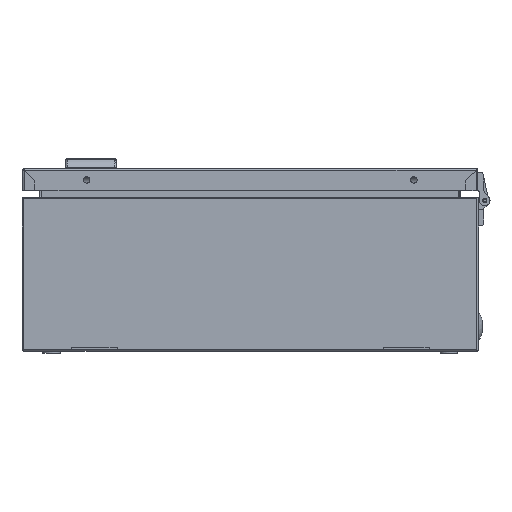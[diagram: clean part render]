
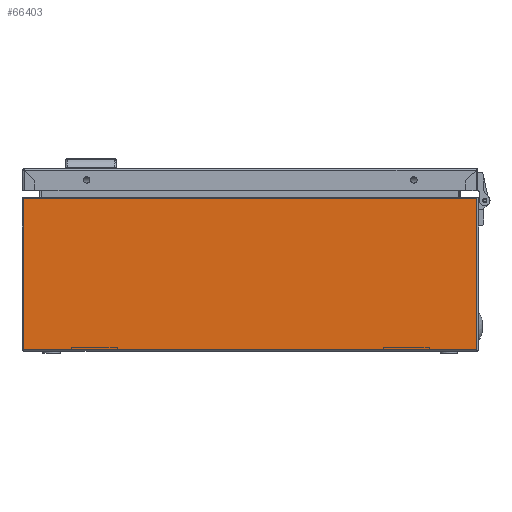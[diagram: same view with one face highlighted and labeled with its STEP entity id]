
A CAD part, left-side view. The second image highlights one B-rep face of the part: STEP entity #66403.
In plain terms, the highlighted planar face has unit normal (-1, 0, 0).
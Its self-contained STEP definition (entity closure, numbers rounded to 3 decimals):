
#2482 = EDGE_LOOP ( 'NONE', ( #44673, #44675, #44677, #44679, #44681, #44683, #44685, #44687 ) ) ;
#2913 = EDGE_CURVE ( 'NONE', #124304, #124306, #91822, .T. ) ;
#2922 = EDGE_CURVE ( 'NONE', #124309, #124307, #91865, .T. ) ;
#2999 = EDGE_CURVE ( 'NONE', #124329, #124342, #69872, .T. ) ;
#3001 = EDGE_CURVE ( 'NONE', #124309, #124341, #69883, .T. ) ;
#3002 = EDGE_CURVE ( 'NONE', #124306, #124344, #69886, .T. ) ;
#3004 = EDGE_CURVE ( 'NONE', #124307, #124304, #69892, .T. ) ;
#3005 = EDGE_CURVE ( 'NONE', #124341, #124329, #69879, .T. ) ;
#3006 = EDGE_CURVE ( 'NONE', #124344, #124342, #69898, .T. ) ;
#20394 = CARTESIAN_POINT ( 'NONE',  ( -200., 137., -522.957 ) ) ;
#20411 = FACE_OUTER_BOUND ( 'NONE', #2482, .T. ) ;
#20413 = PLANE ( 'NONE',  #60904 ) ;
#20416 = DIRECTION ( 'NONE',  ( -1., 0., 0. ) ) ;
#20418 = DIRECTION ( 'NONE',  ( 0., 0., 1. ) ) ;
#39338 = VECTOR ( 'NONE', #69900, 1000. ) ;
#39340 = VECTOR ( 'NONE', #69895, 1000. ) ;
#39341 = VECTOR ( 'NONE', #69897, 1000. ) ;
#39342 = VECTOR ( 'NONE', #69889, 1000. ) ;
#39343 = VECTOR ( 'NONE', #69885, 1000. ) ;
#39422 = VECTOR ( 'NONE', #69880, 1000. ) ;
#39528 = VECTOR ( 'NONE', #91871, 1000. ) ;
#39538 = VECTOR ( 'NONE', #91832, 1000. ) ;
#44673 = ORIENTED_EDGE ( 'NONE', *, *, #3004, .F. ) ;
#44675 = ORIENTED_EDGE ( 'NONE', *, *, #2922, .F. ) ;
#44677 = ORIENTED_EDGE ( 'NONE', *, *, #3001, .T. ) ;
#44679 = ORIENTED_EDGE ( 'NONE', *, *, #3005, .T. ) ;
#44681 = ORIENTED_EDGE ( 'NONE', *, *, #2999, .T. ) ;
#44683 = ORIENTED_EDGE ( 'NONE', *, *, #3006, .F. ) ;
#44685 = ORIENTED_EDGE ( 'NONE', *, *, #3002, .F. ) ;
#44687 = ORIENTED_EDGE ( 'NONE', *, *, #2913, .F. ) ;
#60904 = AXIS2_PLACEMENT_3D ( 'NONE', #20394, #20416, #20418 ) ;
#66403 = ADVANCED_FACE ( 'NONE', ( #20411 ), #20413, .T. ) ;
#69868 = CARTESIAN_POINT ( 'NONE',  ( -200., 137., 0.1 ) ) ;
#69872 = LINE ( 'NONE', #69868, #39422 ) ;
#69879 = LINE ( 'NONE', #69896, #39341 ) ;
#69880 = DIRECTION ( 'NONE',  ( 0., -1., 0. ) ) ;
#69883 = LINE ( 'NONE', #69884, #39343 ) ;
#69884 = CARTESIAN_POINT ( 'NONE',  ( -200., -660.237, 1.143 ) ) ;
#69885 = DIRECTION ( 'NONE',  ( 0., -1., 0. ) ) ;
#69886 = LINE ( 'NONE', #69888, #39342 ) ;
#69888 = CARTESIAN_POINT ( 'NONE',  ( -200., -660.237, 1.143 ) ) ;
#69889 = DIRECTION ( 'NONE',  ( 0., 1., 0. ) ) ;
#69892 = LINE ( 'NONE', #69894, #39340 ) ;
#69894 = CARTESIAN_POINT ( 'NONE',  ( -200., 137., 98.943 ) ) ;
#69895 = DIRECTION ( 'NONE',  ( 0., -1., 0. ) ) ;
#69896 = CARTESIAN_POINT ( 'NONE',  ( -200., 148.75, -198.957 ) ) ;
#69897 = DIRECTION ( 'NONE',  ( 0., 0., -1. ) ) ;
#69898 = LINE ( 'NONE', #69899, #39338 ) ;
#69899 = CARTESIAN_POINT ( 'NONE',  ( -200., -148.75, -198.957 ) ) ;
#69900 = DIRECTION ( 'NONE',  ( 0., 0., -1. ) ) ;
#91822 = LINE ( 'NONE', #91831, #39538 ) ;
#91831 = CARTESIAN_POINT ( 'NONE',  ( -200., -149., 99.043 ) ) ;
#91832 = DIRECTION ( 'NONE',  ( 0., 0., -1. ) ) ;
#91865 = LINE ( 'NONE', #91869, #39528 ) ;
#91869 = CARTESIAN_POINT ( 'NONE',  ( -200., 149., 99.043 ) ) ;
#91871 = DIRECTION ( 'NONE',  ( 0., 0., 1. ) ) ;
#124304 = VERTEX_POINT ( 'NONE', #128982 ) ;
#124306 = VERTEX_POINT ( 'NONE', #128984 ) ;
#124307 = VERTEX_POINT ( 'NONE', #128985 ) ;
#124309 = VERTEX_POINT ( 'NONE', #128988 ) ;
#124329 = VERTEX_POINT ( 'NONE', #129009 ) ;
#124341 = VERTEX_POINT ( 'NONE', #129021 ) ;
#124342 = VERTEX_POINT ( 'NONE', #129022 ) ;
#124344 = VERTEX_POINT ( 'NONE', #129025 ) ;
#128982 = CARTESIAN_POINT ( 'NONE',  ( -200., -149., 98.943 ) ) ;
#128984 = CARTESIAN_POINT ( 'NONE',  ( -200., -149., 1.143 ) ) ;
#128985 = CARTESIAN_POINT ( 'NONE',  ( -200., 149., 98.943 ) ) ;
#128988 = CARTESIAN_POINT ( 'NONE',  ( -200., 149., 1.143 ) ) ;
#129009 = CARTESIAN_POINT ( 'NONE',  ( -200., 148.75, 0.1 ) ) ;
#129021 = CARTESIAN_POINT ( 'NONE',  ( -200., 148.75, 1.143 ) ) ;
#129022 = CARTESIAN_POINT ( 'NONE',  ( -200., -148.75, 0.1 ) ) ;
#129025 = CARTESIAN_POINT ( 'NONE',  ( -200., -148.75, 1.143 ) ) ;
